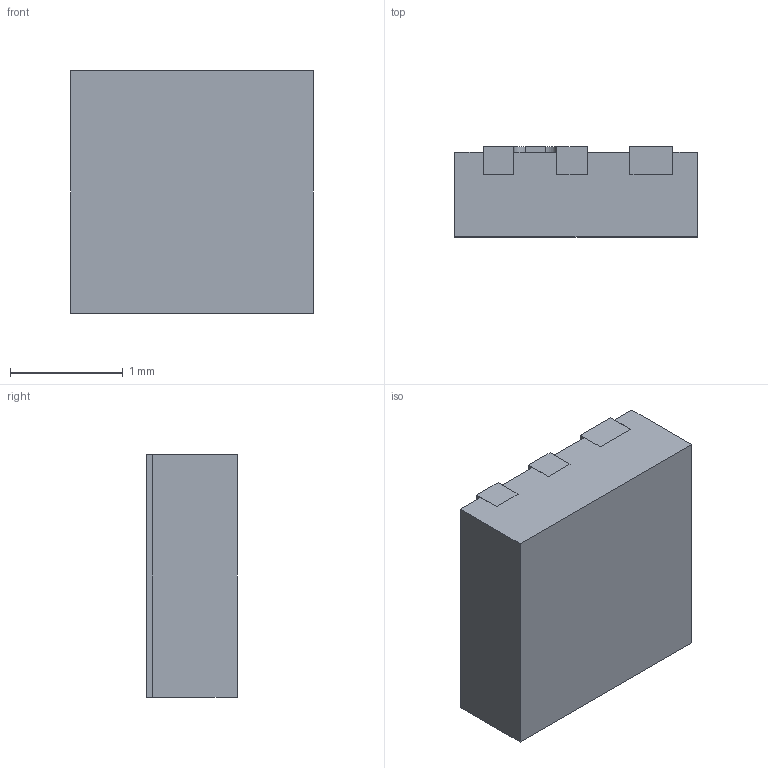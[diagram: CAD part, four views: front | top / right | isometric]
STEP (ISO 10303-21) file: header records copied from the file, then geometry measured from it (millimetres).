
FILE_DESCRIPTION (( 'STEP AP214' ), '1' );
FILE_NAME ('SIA441DJ-T1-GE3.STEP', '2023-01-20T23:44:43', ( '' ), ( '' ), 'SwSTEP 2.0', 'SolidWorks 2019', '' );
FILE_SCHEMA (( 'AUTOMOTIVE_DESIGN' ));
Length unit declared in the file: millimetre
Products named in the file (1): SIA441DJ-T1-GE3
Bounding box: 2.15 x 0.8 x 2.15 mm (x, y, z)
Volume: 3.6 mm3; surface area: 24.9 mm2
Topology: 5 solids, 5 shells, 87 faces, 228 edges, 152 vertices
Faces by surface type: plane 63, cylinder 24
Entity records: 3224 total; most frequent: CARTESIAN_POINT 468, ORIENTED_EDGE 456, DIRECTION 452, EDGE_CURVE 228, LINE 180, VECTOR 180, VERTEX_POINT 152, AXIS2_PLACEMENT_3D 136
